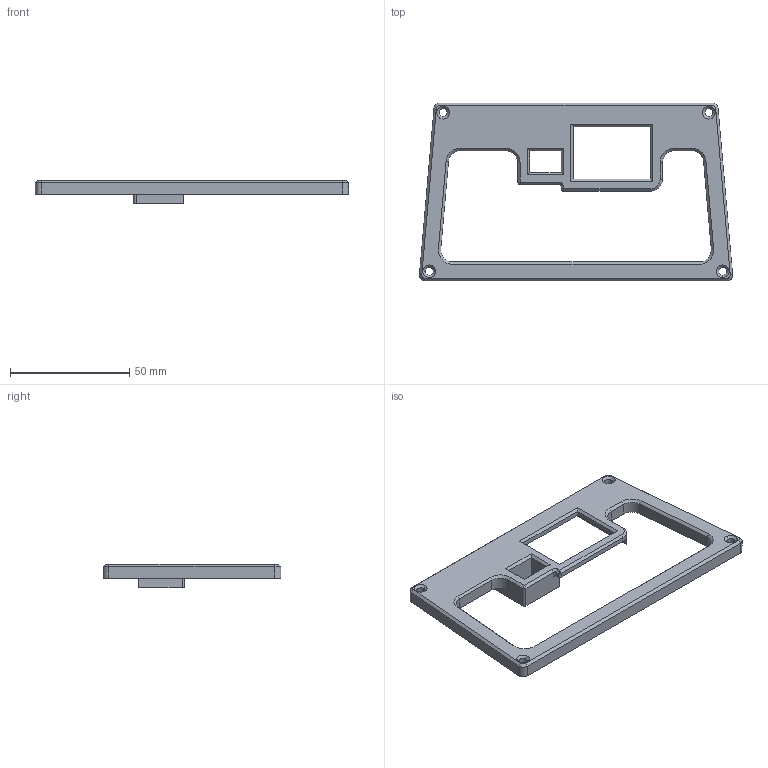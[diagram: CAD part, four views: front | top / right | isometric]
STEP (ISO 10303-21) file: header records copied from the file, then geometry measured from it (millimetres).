
FILE_DESCRIPTION (( 'STEP AP203' ), '1' );
FILE_NAME ('minitaur-chassis-middle-plate-plastic-cover-cutouts_Default_sldprt.STEP', '2016-11-29T01:07:11', ( 'Alexander' ), ( '' ), 'SwSTEP 2.0', 'SolidWorks 2015', '' );
FILE_SCHEMA (( 'CONFIG_CONTROL_DESIGN' ));
Length unit declared in the file: millimetre
Products named in the file (1): minitaur-chassis-middle-plate-plastic-cover-cutouts_Default_sldprt
Bounding box: 131.54 x 74.71 x 10 mm (x, y, z)
Volume: 25229.8 mm3; surface area: 14055 mm2
Topology: 1 solids, 1 shells, 100 faces, 251 edges, 151 vertices
Faces by surface type: plane 52, cylinder 24, cone 24
Entity records: 3032 total; most frequent: DIRECTION 525, CARTESIAN_POINT 501, ORIENTED_EDGE 498, EDGE_CURVE 249, VECTOR 175, AXIS2_PLACEMENT_3D 175, LINE 175, VERTEX_POINT 151
